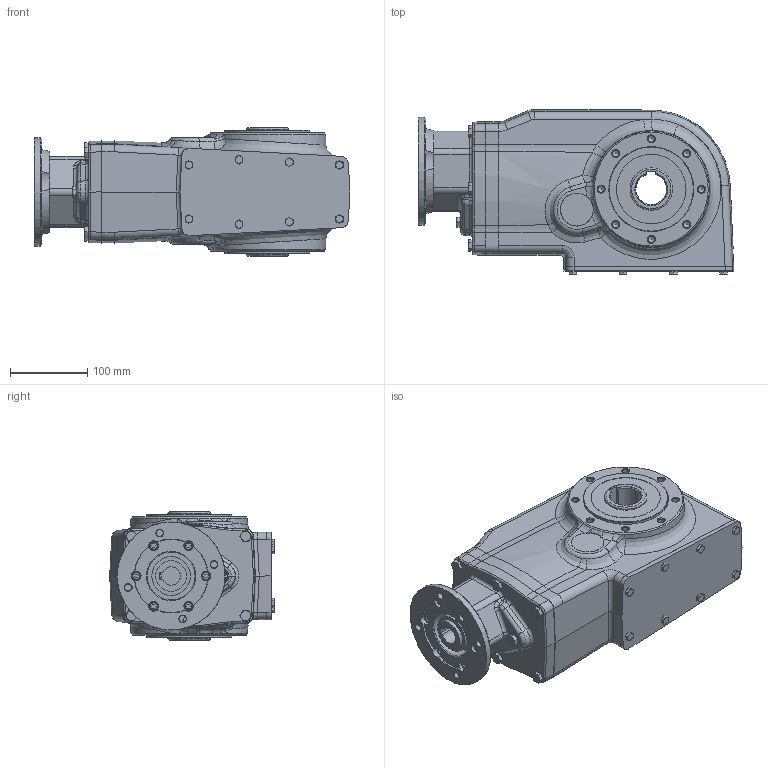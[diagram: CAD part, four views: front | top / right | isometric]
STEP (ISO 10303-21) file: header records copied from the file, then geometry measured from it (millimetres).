
FILE_DESCRIPTION(/* description */ ('Unknown'),/* implementation_level */ '2;1');
FILE_NAME(/* name */ '_P_X73N_I_xxx_-F_FB_N_-T_B3_-E_',/* time_stamp */ '2025-09-24T10:53:34+02:00',/* author */ ('Unknown'),/* organization */ ('Unknown'),/* preprocessor_version */ 'ST-DEVELOPER v18.104',/* originating_system */ 'Solid Edge',/* authorisation */ 'Unknown');
FILE_SCHEMA (('AUTOMOTIVE_DESIGN {1 0 10303 214 3 1 1}'));
Length unit declared in the file: millimetre
Products named in the file (4): _P_X73N_I_xxx_-F_FB_N_-T_B3_-E_; _B_X73N_I_xxx_-F_FB_N_; I854045; C505094Z
Assembly tree (3 placements, depth 2):
  _P_X73N_I_xxx_-F_FB_N_-T_B3_-E_
    _B_X73N_I_xxx_-F_FB_N_
    I854045
    C505094Z
Bounding box: 408.9 x 213.19 x 166 mm (x, y, z)
Volume: 8423139.6 mm3; surface area: 362651.2 mm2
Topology: 3 solids, 11 shells, 859 faces, 1993 edges, 1233 vertices
Faces by surface type: plane 317, cylinder 224, cone 171, bspline 88, torus 59
Full cylindrical faces by diameter (mm): 2.6 x1, 4.917 x12, 6 x14, 7 x14, 8.376 x32, 8.9 x8, 9 x4, 10 x6, 11.6 x6, 12 x6, 16.662 x1, 18 x2, 29 x1, 40 x1, 42.5 x2, 45 x2, 50 x1, 55 x2, 62 x1, 75 x3, 79.78 x1, 79.8 x1, 90 x2, 110 x2, 140 x1
Entity records: 30249 total; most frequent: CARTESIAN_POINT 6655, DIRECTION 3580, ORIENTED_EDGE 3366, EDGE_CURVE 1683, AXIS2_PLACEMENT_3D 1498, FACE_BOUND 1205, EDGE_LOOP 1189, VERTEX_POINT 1162
